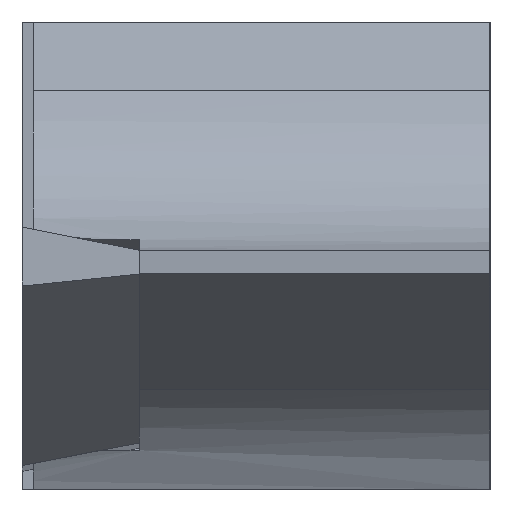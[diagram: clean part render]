
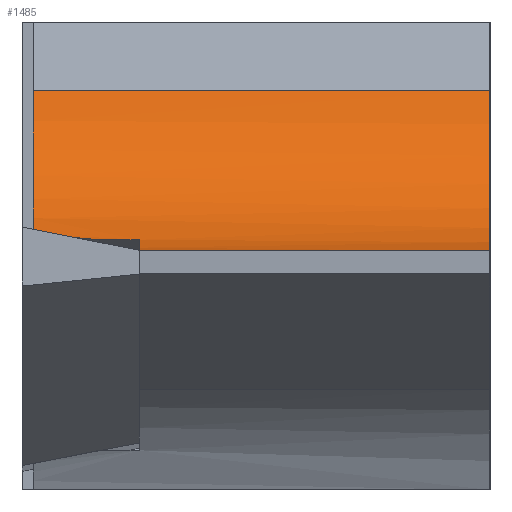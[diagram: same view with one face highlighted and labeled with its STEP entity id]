
A CAD part, left-side view. The second image highlights one B-rep face of the part: STEP entity #1485.
In plain terms, the highlighted cylindrical face has radius 6 mm (diameter 12 mm), a partial arc.
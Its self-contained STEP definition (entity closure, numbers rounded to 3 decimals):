
#5 = EDGE_CURVE ( 'NONE', #1930, #2421, #1654, .T. ) ;
#27 = AXIS2_PLACEMENT_3D ( 'NONE', #1884, #1889, #1900 ) ;
#238 = EDGE_LOOP ( 'NONE', ( #1609, #1427, #758, #2441, #1142, #665, #1022 ) ) ;
#307 = CARTESIAN_POINT ( 'NONE',  ( -87.867, -12.7, -1.85 ) ) ;
#431 = VERTEX_POINT ( 'NONE', #1966 ) ;
#467 =( BOUNDED_CURVE ( )  B_SPLINE_CURVE ( 3, ( #1401, #1403, #1396, #1394 ),
 .UNSPECIFIED., .F., .T. ) 
 B_SPLINE_CURVE_WITH_KNOTS ( ( 4, 4 ),
 ( 0.99, 1.058 ),
 .UNSPECIFIED. ) 
 CURVE ( )  GEOMETRIC_REPRESENTATION_ITEM ( )  RATIONAL_B_SPLINE_CURVE ( ( 1., 1., 1., 1. ) ) 
 REPRESENTATION_ITEM ( '' )  );
#468 = CARTESIAN_POINT ( 'NONE',  ( -93.662, -12.7, -6.297 ) ) ;
#488 = DIRECTION ( 'NONE',  ( 0., 0., 1. ) ) ;
#490 = DIRECTION ( 'NONE',  ( 0., 1., 0. ) ) ;
#491 = CARTESIAN_POINT ( 'NONE',  ( -93.662, -12.7, -0.297 ) ) ;
#495 = CARTESIAN_POINT ( 'NONE',  ( -91.538, -2.099, -5.908 ) ) ;
#561 = VERTEX_POINT ( 'NONE', #1453 ) ;
#569 = DIRECTION ( 'NONE',  ( 0., 0., -1. ) ) ;
#621 = CARTESIAN_POINT ( 'NONE',  ( -87.867, 127., -1.85 ) ) ;
#640 = DIRECTION ( 'NONE',  ( 0., -1., 0. ) ) ;
#647 = DIRECTION ( 'NONE',  ( 0., 1., 0. ) ) ;
#648 = CARTESIAN_POINT ( 'NONE',  ( -93.662, -3.18, -0.297 ) ) ;
#665 = ORIENTED_EDGE ( 'NONE', *, *, #1711, .F. ) ;
#701 = CARTESIAN_POINT ( 'NONE',  ( -91.538, -3.18, -5.908 ) ) ;
#712 = AXIS2_PLACEMENT_3D ( 'NONE', #1027, #1024, #1023 ) ;
#758 = ORIENTED_EDGE ( 'NONE', *, *, #2381, .F. ) ;
#947 = EDGE_CURVE ( 'NONE', #2198, #1930, #2474, .T. ) ;
#948 = CARTESIAN_POINT ( 'NONE',  ( -93.662, -3.18, -6.297 ) ) ;
#1022 = ORIENTED_EDGE ( 'NONE', *, *, #1285, .T. ) ;
#1023 = DIRECTION ( 'NONE',  ( 0., 0., 1. ) ) ;
#1024 = DIRECTION ( 'NONE',  ( 0., -1., 0. ) ) ;
#1027 = CARTESIAN_POINT ( 'NONE',  ( -93.662, -0.3, -0.297 ) ) ;
#1061 = CYLINDRICAL_SURFACE ( 'NONE', #27, 6. ) ;
#1100 = VECTOR ( 'NONE', #2511, 1000. ) ;
#1107 = VERTEX_POINT ( 'NONE', #307 ) ;
#1122 = FACE_OUTER_BOUND ( 'NONE', #238, .T. ) ;
#1142 = ORIENTED_EDGE ( 'NONE', *, *, #1845, .F. ) ;
#1181 = CIRCLE ( 'NONE', #1890, 6. ) ;
#1285 = EDGE_CURVE ( 'NONE', #2400, #2198, #1780, .T. ) ;
#1292 = VECTOR ( 'NONE', #2279, 1000. ) ;
#1394 = CARTESIAN_POINT ( 'NONE',  ( -91.161, -0.3, -5.75 ) ) ;
#1396 = CARTESIAN_POINT ( 'NONE',  ( -91.285, -0.912, -5.807 ) ) ;
#1401 = CARTESIAN_POINT ( 'NONE',  ( -91.538, -2.099, -5.908 ) ) ;
#1403 = CARTESIAN_POINT ( 'NONE',  ( -91.411, -1.512, -5.86 ) ) ;
#1427 = ORIENTED_EDGE ( 'NONE', *, *, #5, .T. ) ;
#1453 = CARTESIAN_POINT ( 'NONE',  ( -91.161, -0.3, -5.75 ) ) ;
#1485 = ADVANCED_FACE ( 'NONE', ( #1122 ), #1061, .F. ) ;
#1609 = ORIENTED_EDGE ( 'NONE', *, *, #947, .T. ) ;
#1654 = LINE ( 'NONE', #2547, #1100 ) ;
#1711 = EDGE_CURVE ( 'NONE', #2400, #561, #467, .T. ) ;
#1780 = LINE ( 'NONE', #2267, #1292 ) ;
#1845 = EDGE_CURVE ( 'NONE', #561, #431, #2497, .T. ) ;
#1884 = CARTESIAN_POINT ( 'NONE',  ( -93.662, 127., -0.297 ) ) ;
#1889 = DIRECTION ( 'NONE',  ( 0., -1., 0. ) ) ;
#1890 = AXIS2_PLACEMENT_3D ( 'NONE', #491, #490, #488 ) ;
#1900 = DIRECTION ( 'NONE',  ( 0., 0., -1. ) ) ;
#1930 = VERTEX_POINT ( 'NONE', #948 ) ;
#1966 = CARTESIAN_POINT ( 'NONE',  ( -87.867, -0.3, -1.85 ) ) ;
#2198 = VERTEX_POINT ( 'NONE', #701 ) ;
#2255 = EDGE_CURVE ( 'NONE', #431, #1107, #2464, .T. ) ;
#2267 = CARTESIAN_POINT ( 'NONE',  ( -91.538, 127., -5.908 ) ) ;
#2279 = DIRECTION ( 'NONE',  ( 0., -1., 0. ) ) ;
#2290 = AXIS2_PLACEMENT_3D ( 'NONE', #648, #647, #569 ) ;
#2381 = EDGE_CURVE ( 'NONE', #1107, #2421, #1181, .T. ) ;
#2400 = VERTEX_POINT ( 'NONE', #495 ) ;
#2402 = VECTOR ( 'NONE', #640, 1000. ) ;
#2421 = VERTEX_POINT ( 'NONE', #468 ) ;
#2441 = ORIENTED_EDGE ( 'NONE', *, *, #2255, .F. ) ;
#2464 = LINE ( 'NONE', #621, #2402 ) ;
#2474 = CIRCLE ( 'NONE', #2290, 6. ) ;
#2497 = CIRCLE ( 'NONE', #712, 6. ) ;
#2511 = DIRECTION ( 'NONE',  ( 0., -1., 0. ) ) ;
#2547 = CARTESIAN_POINT ( 'NONE',  ( -93.662, 127., -6.297 ) ) ;
